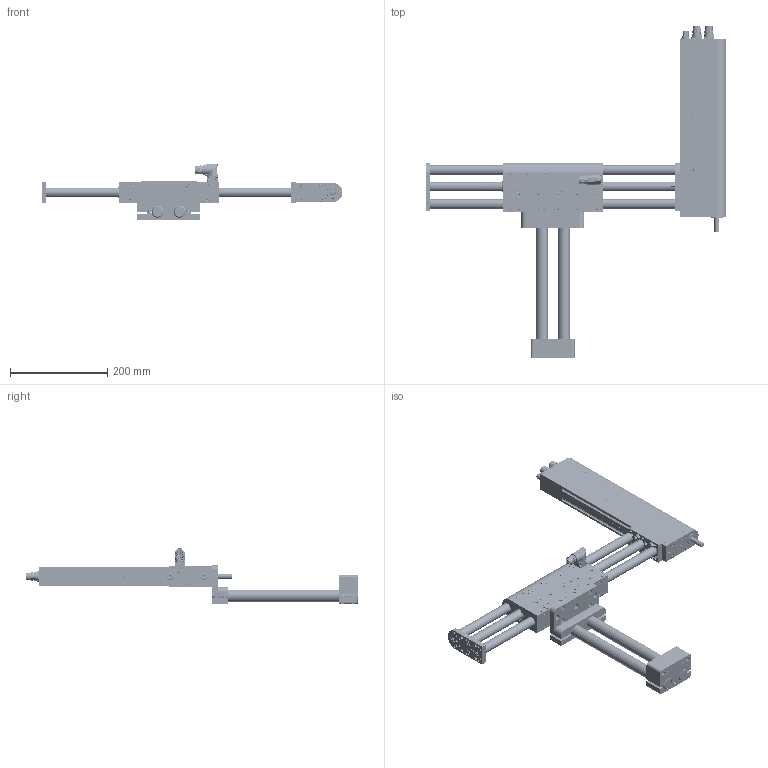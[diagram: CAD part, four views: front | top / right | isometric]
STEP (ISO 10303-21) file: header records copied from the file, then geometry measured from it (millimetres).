
FILE_DESCRIPTION (( 'STEP AP214' ), '1' );
FILE_NAME ('0386-0054_251001_PP05_295-37x120F_70-40x51-MS00-TS03-PS10.STEP', '2025-10-01T06:19:13', ( '' ), ( '' ), 'SwSTEP 2.0', 'SolidWorks 2025', '' );
FILE_SCHEMA (( 'AUTOMOTIVE_DESIGN' ));
Length unit declared in the file: millimetre
Products named in the file (37): RS02k-DA295x10_RS01k-DA295; 0180-1492_Z01-SB-25x2; 0230-1198_Gew.-Stift_I-6kt_K-k_M6x6_v-b; DL01h-20x14x...-2xM16_DL01h-20x14x507-2xM16; 0150-6831_PP03_MT02_D01-37; DSB01k-37x206; MC01-Rw!m_fuss_Fuss; 0180-1697_DM01k-37-H; DM01h-37x120F-HP-R; 0230-0220_zyl.-schr._i-6kt_M6x25_8.8_v-b; 0186-1031_DM01-37x120F-HP-R-295_Mitte; 0186-1479_PL01-20x510!460-HP-SF_PL01-20x510!460-HP-SF; 0386-0054_251001_PP05_295-37x120F_70-40x51-MS00-TS03-PS10; 0150-4059_Z01-SA-25x2; 112739-7; 0150-3128_MC01-Rw!m_GANZ; 0230-0180_Zyl.-Schr_I-6kt_M4x12_8.8_v-b; 0230-0319_zyl.-schr._i-6kt_M6x12_8.8_v-b; Läufer_beweglich_Läufer_beweglich_295; 0180-1493_Z01-SA-25x2; 0180-2695_DM01k-37-AGS; 0230-0158_Zyl.-Schr_I-6kt_n-K_M8x18_8.8_v-b; 0186-2258_PR02-40x51-R_23x80F-HP-R-70_MSxx_TS03_PS10; 0230-0721_Zyl.-Stift_5x16_STAHL-GH; 0230-1100_Zyl.-Stift_4x10_STAHL-GH; 0180-1292_DM01k-37; 0230-0692_Linearkugellager_LBBR_20-LS-LGFP; 0230-0168_Zyl.-Schr_I-6kt_n-K_M8x16_8.8_v-b; 0150-4058_Z01-SB-25x2; 0150-4383_Hammermutter_N6_M4; 0160-0650_Lins.-Schr_I-6rd_M2.5x6_INOX; 0160-5299_PP05_SchrP_DM01-37_PR02-38!-40; 0230-0400_Gew.-Stift_I-6kt_R-sch_M4x6_INOX; Gehäuse_PR02-40x51-R_23x80F-HP-R-70_MSxx_TS03; 0180-1523_Z01-SL-25x..._Ø25x300; 0230-0237_zyl.-schr._i-6kt_M6x20_8.8_v-b1; 0150-4038_PAW01-20-LF_PAW01-20
Assembly tree (75 placements, depth 5):
  0386-0054_251001_PP05_295-37x120F_70-40x51-MS00-TS03-PS10
    0150-6831_PP03_MT02_D01-37
      0150-4058_Z01-SB-25x2
        0180-1492_Z01-SB-25x2
        0230-0220_zyl.-schr._i-6kt_M6x25_8.8_v-b  x4
      0180-1523_Z01-SL-25x..._Ø25x300  x2
      0150-4059_Z01-SA-25x2
        0180-1493_Z01-SA-25x2
        0230-0237_zyl.-schr._i-6kt_M6x20_8.8_v-b1  x4
      0230-0721_Zyl.-Stift_5x16_STAHL-GH  x2
      0230-0319_zyl.-schr._i-6kt_M6x12_8.8_v-b  x4
    0186-1031_DM01-37x120F-HP-R-295_Mitte
      DM01h-37x120F-HP-R
        DSB01k-37x206
        0230-0400_Gew.-Stift_I-6kt_R-sch_M4x6_INOX  x7
        0230-0692_Linearkugellager_LBBR_20-LS-LGFP  x4
        0150-3128_MC01-Rw!m_GANZ
          112739-7
          MC01-Rw!m_fuss_Fuss
        0160-0650_Lins.-Schr_I-6rd_M2.5x6_INOX  x4
        0180-2695_DM01k-37-AGS  x2
        0150-4038_PAW01-20-LF_PAW01-20  x2
        0230-1198_Gew.-Stift_I-6kt_K-k_M6x6_v-b  x4
      Läufer_beweglich_Läufer_beweglich_295
        DL01h-20x14x...-2xM16_DL01h-20x14x507-2xM16  x2
        0180-1697_DM01k-37-H
        0180-1292_DM01k-37
        0230-0158_Zyl.-Schr_I-6kt_n-K_M8x18_8.8_v-b
        0230-0168_Zyl.-Schr_I-6kt_n-K_M8x16_8.8_v-b  x4
        0186-1479_PL01-20x510!460-HP-SF_PL01-20x510!460-HP-SF
    0160-5299_PP05_SchrP_DM01-37_PR02-38!-40
      0230-1100_Zyl.-Stift_4x10_STAHL-GH  x2
      0150-4383_Hammermutter_N6_M4  x4
      0230-0180_Zyl.-Schr_I-6kt_M4x12_8.8_v-b  x4
    0186-2258_PR02-40x51-R_23x80F-HP-R-70_MSxx_TS03_PS10
      Gehäuse_PR02-40x51-R_23x80F-HP-R-70_MSxx_TS03
      RS02k-DA295x10_RS01k-DA295
Bounding box: 619 x 682.85 x 116.05 mm (x, y, z)
Volume: 3140668.7 mm3; surface area: 624315.8 mm2
Topology: 72 solids, 130 shells, 6702 faces, 16391 edges, 10131 vertices
Faces by surface type: plane 2439, cylinder 1878, cone 1255, bspline 1026, torus 99, sphere 5
Full cylindrical faces by diameter (mm): 0.6 x5, 0.8 x8, 1 x12, 1.1 x5, 1.15 x10, 1.2 x6, 2 x8, 2.05 x4, 2.1 x4, 2.5 x52, 2.501 x40, 2.7 x12, 3 x12, 3.1 x6, 3.2 x7, 3.3 x48, 3.4 x3, 4 x125, 4.2 x5, 4.5 x12, 4.8 x1, 5 x61, 5.5 x7, 6 x227, 6.4 x16, 6.6 x7, 6.8 x6, 7 x8, 7.5 x4, 7.7 x1
Entity records: 193357 total; most frequent: CARTESIAN_POINT 86916, ORIENTED_EDGE 20318, DIRECTION 18497, EDGE_CURVE 10159, AXIS2_PLACEMENT_3D 7102, VERTEX_POINT 6963, EDGE_LOOP 6074, FACE_OUTER_BOUND 5130
